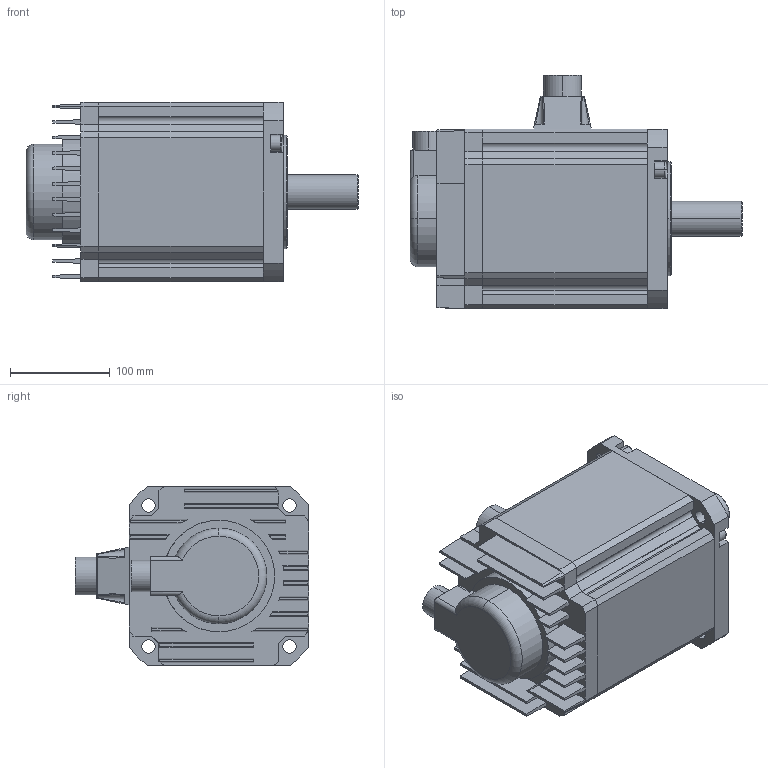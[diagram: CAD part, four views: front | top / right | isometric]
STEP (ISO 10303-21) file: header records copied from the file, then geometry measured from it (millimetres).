
FILE_DESCRIPTION (( 'STEP AP214' ), '1' );
FILE_NAME ('SVM-230B.step', '2016-04-07T15:59:22', ( '' ), ( '' ), 'SwSTEP 2.0', 'SolidWorks 2015', '' );
FILE_SCHEMA (( 'AUTOMOTIVE_DESIGN' ));
Length unit declared in the file: millimetre
Products named in the file (1): SVM-230B
Bounding box: 333 x 234 x 180 mm (x, y, z)
Volume: 6625577.8 mm3; surface area: 419430.8 mm2
Topology: 32 solids, 32 shells, 460 faces, 1114 edges, 692 vertices
Faces by surface type: plane 238, cylinder 135, sphere 42, torus 33, bspline 8, cone 4
Entity records: 14331 total; most frequent: CARTESIAN_POINT 2589, DIRECTION 2271, ORIENTED_EDGE 2076, EDGE_CURVE 1038, AXIS2_PLACEMENT_3D 834, VERTEX_POINT 658, VECTOR 603, LINE 603
